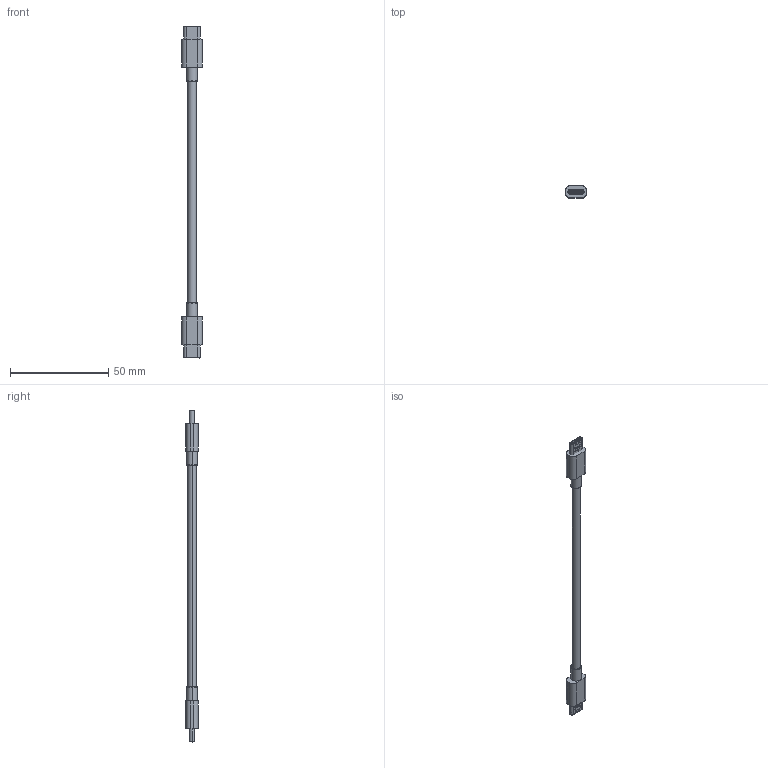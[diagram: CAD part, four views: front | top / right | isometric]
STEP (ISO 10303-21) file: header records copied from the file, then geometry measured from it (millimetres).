
FILE_DESCRIPTION (( 'STEP AP214' ), '1' );
FILE_NAME ('USBC2-MM_3D.STEP', '2022-06-09T23:22:03', ( '' ), ( '' ), 'SwSTEP 2.0', 'SolidWorks 2021', '' );
FILE_SCHEMA (( 'AUTOMOTIVE_DESIGN' ));
Length unit declared in the file: inch
Products named in the file (5): USBC2-MM_3D; USB-4001B-2; USB-4001B-2_CABLE; AOC 3.0 TYPE_C_MALE_CONNECTOR - MA9
Assembly tree (5 placements, depth 3):
  USBC2-MM_3D
    USB-4001B-2_CABLE
    USB-4001B-2  x2
      USB-4001B-2
      AOC 3.0 TYPE_C_MALE_CONNECTOR - MA9
Bounding box: 10.6 x 6.2 x 168.8 mm (x, y, z)
Volume: 4044.6 mm3; surface area: 5470 mm2
Topology: 5 solids, 37 shells, 5296 faces, 15158 edges, 9868 vertices
Faces by surface type: plane 3460, cylinder 1680, torus 48, cone 44, bspline 32, sphere 32
Entity records: 89933 total; most frequent: CARTESIAN_POINT 18781, ORIENTED_EDGE 15120, DIRECTION 13926, EDGE_CURVE 7560, VECTOR 5532, LINE 5532, VERTEX_POINT 4934, AXIS2_PLACEMENT_3D 4197
